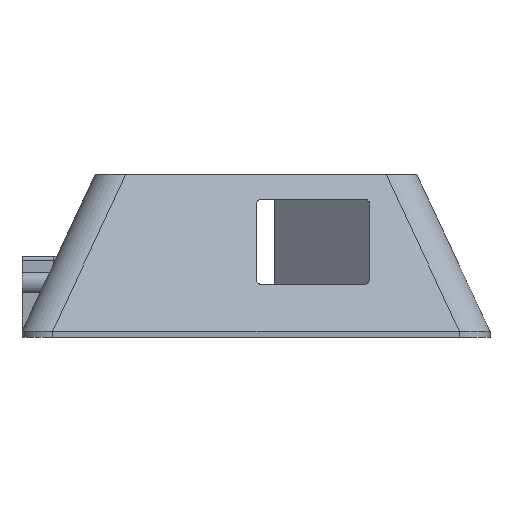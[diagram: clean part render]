
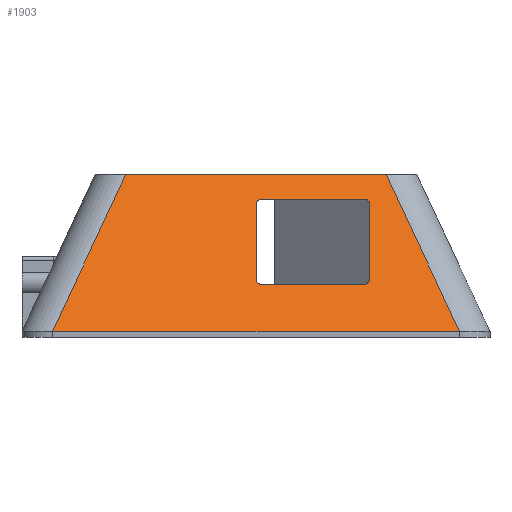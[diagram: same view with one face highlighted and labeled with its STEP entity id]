
A CAD part, left-side view. The second image highlights one B-rep face of the part: STEP entity #1903.
In plain terms, the highlighted free-form (B-spline) face has degree [1, 1] with [2, 2] control points.
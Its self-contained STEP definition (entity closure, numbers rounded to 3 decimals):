
#289 = VERTEX_POINT('',#290);
#290 = CARTESIAN_POINT('',(-98.5,-50.,1.5));
#297 = EDGE_CURVE('',#289,#298,#300,.T.);
#298 = VERTEX_POINT('',#299);
#299 = CARTESIAN_POINT('',(-98.5,50.,1.5));
#300 = LINE('',#301,#302);
#301 = CARTESIAN_POINT('',(-98.5,-50.,1.5));
#302 = VECTOR('',#303,1.);
#303 = DIRECTION('',(0.,1.,0.));
#665 = VERTEX_POINT('',#666);
#666 = CARTESIAN_POINT('',(-73.5,32.,40.));
#673 = EDGE_CURVE('',#298,#665,#674,.T.);
#674 = B_SPLINE_CURVE_WITH_KNOTS('',1,(#675,#676),.UNSPECIFIED.,.F.,.F.,
  (2,2),(0.,1.),.PIECEWISE_BEZIER_KNOTS.);
#675 = CARTESIAN_POINT('',(-98.5,50.,1.5));
#676 = CARTESIAN_POINT('',(-73.5,32.,40.));
#739 = VERTEX_POINT('',#740);
#740 = CARTESIAN_POINT('',(-73.5,-32.,40.));
#749 = EDGE_CURVE('',#739,#665,#750,.T.);
#750 = LINE('',#751,#752);
#751 = CARTESIAN_POINT('',(-73.5,-32.,40.));
#752 = VECTOR('',#753,1.);
#753 = DIRECTION('',(0.,1.,0.));
#1878 = EDGE_CURVE('',#289,#739,#1879,.T.);
#1879 = B_SPLINE_CURVE_WITH_KNOTS('',1,(#1880,#1881),.UNSPECIFIED.,.F.,
  .F.,(2,2),(0.,1.),.PIECEWISE_BEZIER_KNOTS.);
#1880 = CARTESIAN_POINT('',(-98.5,-50.,1.5));
#1881 = CARTESIAN_POINT('',(-73.5,-32.,40.));
#1903 = ADVANCED_FACE('',(#1904,#1910),#2038,.F.);
#1904 = FACE_BOUND('',#1905,.F.);
#1905 = EDGE_LOOP('',(#1906,#1907,#1908,#1909));
#1906 = ORIENTED_EDGE('',*,*,#297,.T.);
#1907 = ORIENTED_EDGE('',*,*,#673,.T.);
#1908 = ORIENTED_EDGE('',*,*,#749,.F.);
#1909 = ORIENTED_EDGE('',*,*,#1878,.F.);
#1910 = FACE_BOUND('',#1911,.F.);
#1911 = EDGE_LOOP('',(#1912,#1921,#1942,#1949,#1970,#1977,#1998,#2013,
    #2027));
#1912 = ORIENTED_EDGE('',*,*,#1913,.F.);
#1913 = EDGE_CURVE('',#1914,#1916,#1918,.T.);
#1914 = VERTEX_POINT('',#1915);
#1915 = CARTESIAN_POINT('',(-77.396,-1.5,34.));
#1916 = VERTEX_POINT('',#1917);
#1917 = CARTESIAN_POINT('',(-77.396,-26.5,34.));
#1918 = B_SPLINE_CURVE_WITH_KNOTS('',1,(#1919,#1920),.UNSPECIFIED.,.F.,
  .F.,(2,2),(0.,1.),.PIECEWISE_BEZIER_KNOTS.);
#1919 = CARTESIAN_POINT('',(-77.396,-1.5,34.));
#1920 = CARTESIAN_POINT('',(-77.396,-26.5,34.));
#1921 = ORIENTED_EDGE('',*,*,#1922,.T.);
#1922 = EDGE_CURVE('',#1914,#1923,#1925,.T.);
#1923 = VERTEX_POINT('',#1924);
#1924 = CARTESIAN_POINT('',(-78.37,0.,32.5));
#1925 = B_SPLINE_CURVE_WITH_KNOTS('',8,(#1926,#1927,#1928,#1929,#1930,
    #1931,#1932,#1933,#1934,#1935,#1936,#1937,#1938,#1939,#1940,#1941),
  .UNSPECIFIED.,.F.,.F.,(9,7,9),(0.,0.735,1.),.UNSPECIFIED.);
#1926 = CARTESIAN_POINT('',(-77.396,-1.5,34.));
#1927 = CARTESIAN_POINT('',(-77.396,-1.304,34.));
#1928 = CARTESIAN_POINT('',(-77.415,-1.109,
    33.971));
#1929 = CARTESIAN_POINT('',(-77.453,-0.916,
    33.913));
#1930 = CARTESIAN_POINT('',(-77.51,-0.73,
    33.824));
#1931 = CARTESIAN_POINT('',(-77.587,-0.554,
    33.706));
#1932 = CARTESIAN_POINT('',(-77.685,-0.395,
    33.555));
#1933 = CARTESIAN_POINT('',(-77.802,-0.26,
    33.375));
#1934 = CARTESIAN_POINT('',(-77.986,-0.119,
    33.092));
#1935 = CARTESIAN_POINT('',(-78.037,-0.086,
    33.014));
#1936 = CARTESIAN_POINT('',(-78.089,-0.058,
    32.932));
#1937 = CARTESIAN_POINT('',(-78.144,-0.035,
    32.849));
#1938 = CARTESIAN_POINT('',(-78.199,-0.018,
    32.763));
#1939 = CARTESIAN_POINT('',(-78.256,-0.006,
    32.676));
#1940 = CARTESIAN_POINT('',(-78.313,0.,
    32.588));
#1941 = CARTESIAN_POINT('',(-78.37,0.,32.5));
#1942 = ORIENTED_EDGE('',*,*,#1943,.F.);
#1943 = EDGE_CURVE('',#1944,#1923,#1946,.T.);
#1944 = VERTEX_POINT('',#1945);
#1945 = CARTESIAN_POINT('',(-90.058,0.,
    14.5));
#1946 = B_SPLINE_CURVE_WITH_KNOTS('',1,(#1947,#1948),.UNSPECIFIED.,.F.,
  .F.,(2,2),(0.,1.),.PIECEWISE_BEZIER_KNOTS.);
#1947 = CARTESIAN_POINT('',(-90.058,0.,
    14.5));
#1948 = CARTESIAN_POINT('',(-78.37,0.,32.5));
#1949 = ORIENTED_EDGE('',*,*,#1950,.T.);
#1950 = EDGE_CURVE('',#1944,#1951,#1953,.T.);
#1951 = VERTEX_POINT('',#1952);
#1952 = CARTESIAN_POINT('',(-91.032,-1.5,13.));
#1953 = B_SPLINE_CURVE_WITH_KNOTS('',8,(#1954,#1955,#1956,#1957,#1958,
    #1959,#1960,#1961,#1962,#1963,#1964,#1965,#1966,#1967,#1968,#1969),
  .UNSPECIFIED.,.F.,.F.,(9,7,9),(0.,0.269,1.),.UNSPECIFIED.);
#1954 = CARTESIAN_POINT('',(-90.058,0.,
    14.5));
#1955 = CARTESIAN_POINT('',(-90.112,0.,
    14.417));
#1956 = CARTESIAN_POINT('',(-90.166,-0.005,
    14.335));
#1957 = CARTESIAN_POINT('',(-90.219,-0.016,
    14.252));
#1958 = CARTESIAN_POINT('',(-90.272,-0.031,
    14.171));
#1959 = CARTESIAN_POINT('',(-90.324,-0.052,
    14.091));
#1960 = CARTESIAN_POINT('',(-90.375,-0.077,
    14.013));
#1961 = CARTESIAN_POINT('',(-90.424,-0.107,
    13.937));
#1962 = CARTESIAN_POINT('',(-90.602,-0.236,
    13.663));
#1963 = CARTESIAN_POINT('',(-90.72,-0.362,
    13.481));
#1964 = CARTESIAN_POINT('',(-90.822,-0.516,
    13.324));
#1965 = CARTESIAN_POINT('',(-90.906,-0.692,
    13.195));
#1966 = CARTESIAN_POINT('',(-90.969,-0.884,
    13.098));
#1967 = CARTESIAN_POINT('',(-91.011,-1.086,
    13.033));
#1968 = CARTESIAN_POINT('',(-91.032,-1.293,13.));
#1969 = CARTESIAN_POINT('',(-91.032,-1.5,13.));
#1970 = ORIENTED_EDGE('',*,*,#1971,.T.);
#1971 = EDGE_CURVE('',#1951,#1972,#1974,.T.);
#1972 = VERTEX_POINT('',#1973);
#1973 = CARTESIAN_POINT('',(-91.032,-26.5,13.));
#1974 = B_SPLINE_CURVE_WITH_KNOTS('',1,(#1975,#1976),.UNSPECIFIED.,.F.,
  .F.,(2,2),(0.,1.),.PIECEWISE_BEZIER_KNOTS.);
#1975 = CARTESIAN_POINT('',(-91.032,-1.5,13.));
#1976 = CARTESIAN_POINT('',(-91.032,-26.5,13.));
#1977 = ORIENTED_EDGE('',*,*,#1978,.T.);
#1978 = EDGE_CURVE('',#1972,#1979,#1981,.T.);
#1979 = VERTEX_POINT('',#1980);
#1980 = CARTESIAN_POINT('',(-90.058,-28.,
    14.5));
#1981 = B_SPLINE_CURVE_WITH_KNOTS('',8,(#1982,#1983,#1984,#1985,#1986,
    #1987,#1988,#1989,#1990,#1991,#1992,#1993,#1994,#1995,#1996,#1997),
  .UNSPECIFIED.,.F.,.F.,(9,7,9),(0.,0.701,1.),.UNSPECIFIED.);
#1982 = CARTESIAN_POINT('',(-91.032,-26.5,13.));
#1983 = CARTESIAN_POINT('',(-91.032,-26.71,13.));
#1984 = CARTESIAN_POINT('',(-91.011,-26.915,
    13.034));
#1985 = CARTESIAN_POINT('',(-90.969,-27.111,
    13.098));
#1986 = CARTESIAN_POINT('',(-90.909,-27.293,
    13.191));
#1987 = CARTESIAN_POINT('',(-90.831,-27.46,
    13.31));
#1988 = CARTESIAN_POINT('',(-90.739,-27.606,
    13.452));
#1989 = CARTESIAN_POINT('',(-90.632,-27.729,
    13.616));
#1990 = CARTESIAN_POINT('',(-90.463,-27.867,
    13.877));
#1991 = CARTESIAN_POINT('',(-90.41,-27.904,
    13.958));
#1992 = CARTESIAN_POINT('',(-90.356,-27.935,
    14.042));
#1993 = CARTESIAN_POINT('',(-90.299,-27.96,
    14.13));
#1994 = CARTESIAN_POINT('',(-90.241,-27.98,
    14.22));
#1995 = CARTESIAN_POINT('',(-90.181,-27.993,
    14.312));
#1996 = CARTESIAN_POINT('',(-90.12,-28.,
    14.405));
#1997 = CARTESIAN_POINT('',(-90.058,-28.,
    14.5));
#1998 = ORIENTED_EDGE('',*,*,#1999,.T.);
#1999 = EDGE_CURVE('',#1979,#2000,#2002,.T.);
#2000 = VERTEX_POINT('',#2001);
#2001 = CARTESIAN_POINT('',(-78.37,-28.,32.5));
#2002 = B_SPLINE_CURVE_WITH_KNOTS('',5,(#2003,#2004,#2005,#2006,#2007,
    #2008,#2009,#2010,#2011,#2012),.UNSPECIFIED.,.F.,.F.,(6,4,6),(0.,
    0.495,1.),.UNSPECIFIED.);
#2003 = CARTESIAN_POINT('',(-90.058,-28.,14.5));
#2004 = CARTESIAN_POINT('',(-88.878,-28.,16.318));
#2005 = CARTESIAN_POINT('',(-87.702,-28.,18.129));
#2006 = CARTESIAN_POINT('',(-86.53,-28.,19.933));
#2007 = CARTESIAN_POINT('',(-85.365,-28.,21.728));
#2008 = CARTESIAN_POINT('',(-83.023,-28.,25.335));
#2009 = CARTESIAN_POINT('',(-81.846,-28.,27.147));
#2010 = CARTESIAN_POINT('',(-80.678,-28.,28.946));
#2011 = CARTESIAN_POINT('',(-79.519,-28.,30.731));
#2012 = CARTESIAN_POINT('',(-78.37,-28.,32.5));
#2013 = ORIENTED_EDGE('',*,*,#2014,.T.);
#2014 = EDGE_CURVE('',#2000,#2015,#2017,.T.);
#2015 = VERTEX_POINT('',#2016);
#2016 = CARTESIAN_POINT('',(-77.591,-27.4,
    33.7));
#2017 = B_SPLINE_CURVE_WITH_KNOTS('',8,(#2018,#2019,#2020,#2021,#2022,
    #2023,#2024,#2025,#2026),.UNSPECIFIED.,.F.,.F.,(9,9),(0.,1.),
  .PIECEWISE_BEZIER_KNOTS.);
#2018 = CARTESIAN_POINT('',(-78.37,-28.,32.5));
#2019 = CARTESIAN_POINT('',(-78.265,-28.,32.662));
#2020 = CARTESIAN_POINT('',(-78.154,-27.98,
    32.833));
#2021 = CARTESIAN_POINT('',(-78.041,-27.936,
    33.007));
#2022 = CARTESIAN_POINT('',(-77.931,-27.867,
    33.176));
#2023 = CARTESIAN_POINT('',(-77.828,-27.774,
    33.335));
#2024 = CARTESIAN_POINT('',(-77.735,-27.661,
    33.478));
#2025 = CARTESIAN_POINT('',(-77.656,-27.533,
    33.6));
#2026 = CARTESIAN_POINT('',(-77.591,-27.4,
    33.7));
#2027 = ORIENTED_EDGE('',*,*,#2028,.T.);
#2028 = EDGE_CURVE('',#2015,#1916,#2029,.T.);
#2029 = B_SPLINE_CURVE_WITH_KNOTS('',7,(#2030,#2031,#2032,#2033,#2034,
    #2035,#2036,#2037),.UNSPECIFIED.,.F.,.F.,(8,8),(0.,1.),
  .PIECEWISE_BEZIER_KNOTS.);
#2030 = CARTESIAN_POINT('',(-77.591,-27.4,
    33.7));
#2031 = CARTESIAN_POINT('',(-77.532,-27.278,
    33.791));
#2032 = CARTESIAN_POINT('',(-77.484,-27.15,
    33.865));
#2033 = CARTESIAN_POINT('',(-77.447,-27.019,
    33.921));
#2034 = CARTESIAN_POINT('',(-77.421,-26.887,
    33.962));
#2035 = CARTESIAN_POINT('',(-77.404,-26.756,
    33.988));
#2036 = CARTESIAN_POINT('',(-77.396,-26.627,34.));
#2037 = CARTESIAN_POINT('',(-77.396,-26.5,34.));
#2038 = B_SPLINE_SURFACE_WITH_KNOTS('',1,1,(
    (#2039,#2040)
    ,(#2041,#2042
    )),.UNSPECIFIED.,.F.,.F.,.F.,(2,2),(2,2),(0.,100.),(0.,1.),
  .PIECEWISE_BEZIER_KNOTS.);
#2039 = CARTESIAN_POINT('',(-98.5,-50.,1.5));
#2040 = CARTESIAN_POINT('',(-73.5,-32.,40.));
#2041 = CARTESIAN_POINT('',(-98.5,50.,1.5));
#2042 = CARTESIAN_POINT('',(-73.5,32.,40.));
